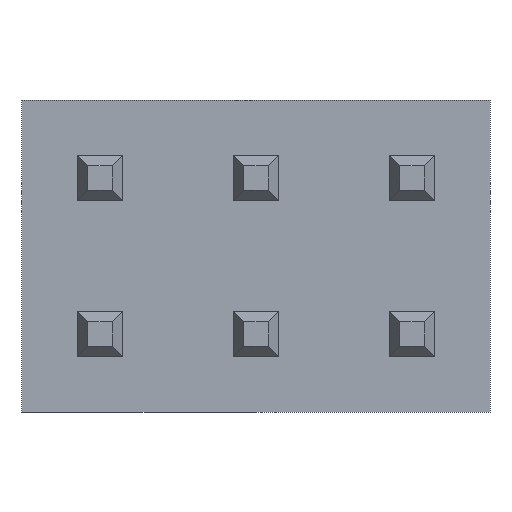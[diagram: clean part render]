
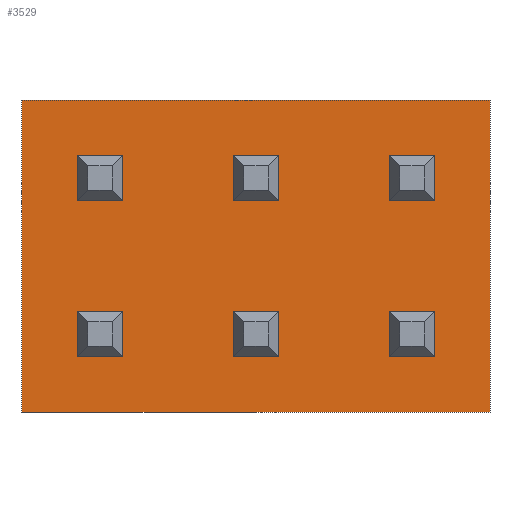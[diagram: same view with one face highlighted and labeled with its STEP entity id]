
A CAD part, front view. The second image highlights one B-rep face of the part: STEP entity #3529.
In plain terms, the highlighted planar face has unit normal (0, -1, 0).
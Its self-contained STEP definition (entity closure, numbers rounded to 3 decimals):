
#3382 = CARTESIAN_POINT ( 'NONE',  ( 6.35, 0., 3.81 ) ) ;
#3383 = VERTEX_POINT ( 'NONE', #3382 ) ;
#3384 = CARTESIAN_POINT ( 'NONE',  ( 6.35, 0., -1.27 ) ) ;
#3385 = VERTEX_POINT ( 'NONE', #3384 ) ;
#3386 = CARTESIAN_POINT ( 'NONE',  ( 6.35, 0., 3.81 ) ) ;
#3387 = DIRECTION ( 'NONE',  ( 0., 0., -1. ) ) ;
#3388 = VECTOR ( 'NONE', #3387, 1000. ) ;
#3389 = LINE ( 'NONE', #3386, #3388 ) ;
#3390 = EDGE_CURVE ( 'NONE', #3383, #3385, #3389, .T. ) ;
#3422 = CARTESIAN_POINT ( 'NONE',  ( -1.27, 0., -1.27 ) ) ;
#3423 = VERTEX_POINT ( 'NONE', #3422 ) ;
#3424 = CARTESIAN_POINT ( 'NONE',  ( -1.27, 0., -1.27 ) ) ;
#3425 = DIRECTION ( 'NONE',  ( -1., 0., 0. ) ) ;
#3426 = VECTOR ( 'NONE', #3425, 1000. ) ;
#3427 = LINE ( 'NONE', #3424, #3426 ) ;
#3428 = EDGE_CURVE ( 'NONE', #3385, #3423, #3427, .T. ) ;
#3453 = CARTESIAN_POINT ( 'NONE',  ( -1.27, 0., 3.81 ) ) ;
#3454 = VERTEX_POINT ( 'NONE', #3453 ) ;
#3455 = CARTESIAN_POINT ( 'NONE',  ( -1.27, 0., 3.81 ) ) ;
#3456 = DIRECTION ( 'NONE',  ( 0., 0., 1. ) ) ;
#3457 = VECTOR ( 'NONE', #3456, 1000. ) ;
#3458 = LINE ( 'NONE', #3455, #3457 ) ;
#3459 = EDGE_CURVE ( 'NONE', #3423, #3454, #3458, .T. ) ;
#3484 = CARTESIAN_POINT ( 'NONE',  ( -1.27, 0., 3.81 ) ) ;
#3485 = DIRECTION ( 'NONE',  ( 1., 0., 0. ) ) ;
#3486 = VECTOR ( 'NONE', #3485, 1000. ) ;
#3487 = LINE ( 'NONE', #3484, #3486 ) ;
#3488 = EDGE_CURVE ( 'NONE', #3454, #3383, #3487, .T. ) ;
#3518 = ORIENTED_EDGE ( 'NONE', *, *, #3390, .F. ) ;
#3519 = ORIENTED_EDGE ( 'NONE', *, *, #3488, .F. ) ;
#3520 = ORIENTED_EDGE ( 'NONE', *, *, #3459, .F. ) ;
#3521 = ORIENTED_EDGE ( 'NONE', *, *, #3428, .F. ) ;
#3522 = EDGE_LOOP ( 'NONE', ( #3518, #3519, #3520, #3521 ) ) ;
#3523 = FACE_OUTER_BOUND ( 'NONE', #3522, .T. ) ;
#3524 = CARTESIAN_POINT ( 'NONE',  ( 2.54, 0., 1.27 ) ) ;
#3525 = DIRECTION ( 'NONE',  ( 0., -1., 0. ) ) ;
#3526 = DIRECTION ( 'NONE',  ( 0., 0., -1. ) ) ;
#3527 = AXIS2_PLACEMENT_3D ( 'NONE', #3524, #3525, #3526 ) ;
#3528 = PLANE ( 'NONE', #3527 ) ;
#3529 = ADVANCED_FACE ( 'NONE', ( #3523 ), #3528, .T. ) ;
